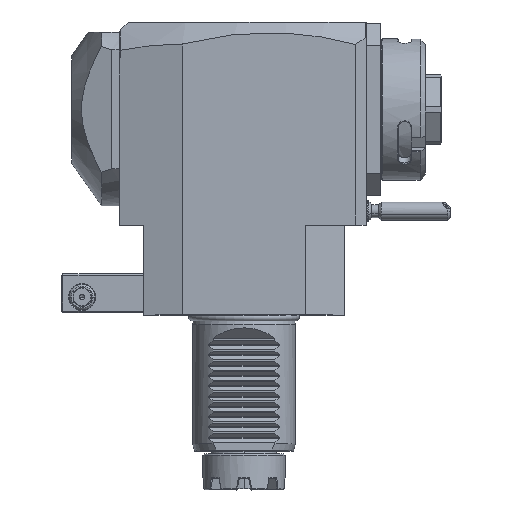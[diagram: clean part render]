
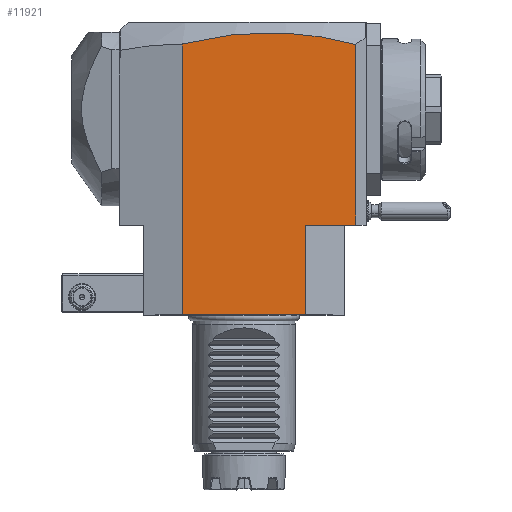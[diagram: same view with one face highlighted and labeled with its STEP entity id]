
A CAD part, top view. The second image highlights one B-rep face of the part: STEP entity #11921.
In plain terms, the highlighted planar face has unit normal (0, 0, 1).
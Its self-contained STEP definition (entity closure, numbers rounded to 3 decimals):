
#2113=DIRECTION('',(0.,-1.,0.));
#2114=VECTOR('',#2113,70.258);
#2115=CARTESIAN_POINT('',(43.5,105.258,37.5));
#2116=LINE('',#2115,#2114);
#2117=DIRECTION('',(-1.,0.,0.));
#2118=VECTOR('',#2117,19.5);
#2119=CARTESIAN_POINT('',(43.5,35.,37.5));
#2120=LINE('',#2119,#2118);
#2121=CARTESIAN_POINT('',(-24.,105.435,37.5));
#2122=CARTESIAN_POINT('',(-18.371,106.939,37.5));
#2123=CARTESIAN_POINT('',(-7.115,109.162,37.5));
#2124=CARTESIAN_POINT('',(9.762,110.233,37.5));
#2125=CARTESIAN_POINT('',(26.635,109.072,37.5));
#2126=CARTESIAN_POINT('',(37.879,106.791,37.5));
#2127=CARTESIAN_POINT('',(43.5,105.258,37.5));
#2191=DIRECTION('',(0.,-1.,0.));
#2192=VECTOR('',#2191,105.435);
#2193=CARTESIAN_POINT('',(-24.,105.435,37.5));
#2194=LINE('',#2193,#2192);
#2211=DIRECTION('',(-1.,0.,0.));
#2212=VECTOR('',#2211,48.);
#2213=CARTESIAN_POINT('',(24.,0.,37.5));
#2214=LINE('',#2213,#2212);
#4575=DIRECTION('',(0.,1.,0.));
#4576=VECTOR('',#4575,35.);
#4577=CARTESIAN_POINT('',(24.,0.,37.5));
#4578=LINE('',#4577,#4576);
#9381=VERTEX_POINT('',#2121);
#9382=VERTEX_POINT('',#2127);
#9700=CARTESIAN_POINT('',(43.5,35.,37.5));
#9701=VERTEX_POINT('',#9700);
#9742=CARTESIAN_POINT('',(24.,0.,37.5));
#9743=VERTEX_POINT('',#9742);
#9744=CARTESIAN_POINT('',(-24.,0.,37.5));
#9745=VERTEX_POINT('',#9744);
#9972=CARTESIAN_POINT('',(24.,35.,37.5));
#9973=VERTEX_POINT('',#9972);
#11903=CARTESIAN_POINT('',(-39.202,35.,37.5));
#11904=DIRECTION('',(0.,0.,1.));
#11905=DIRECTION('',(1.,0.,0.));
#11906=AXIS2_PLACEMENT_3D('',#11903,#11904,#11905);
#11907=PLANE('',#11906);
#11909=ORIENTED_EDGE('',*,*,#11908,.T.);
#11910=ORIENTED_EDGE('',*,*,#11887,.T.);
#11912=ORIENTED_EDGE('',*,*,#11911,.F.);
#11914=ORIENTED_EDGE('',*,*,#11913,.T.);
#11916=ORIENTED_EDGE('',*,*,#11915,.F.);
#11918=ORIENTED_EDGE('',*,*,#11917,.T.);
#11919=EDGE_LOOP('',(#11909,#11910,#11912,#11914,#11916,#11918));
#11920=FACE_OUTER_BOUND('',#11919,.F.);
#2128=B_SPLINE_CURVE_WITH_KNOTS('',3,(#2121,#2122,#2123,#2124,#2125,#2126,
#2127),.UNSPECIFIED.,.F.,.F.,(4,1,1,1,4),(0.,0.25,0.5,0.75,1.),
.UNSPECIFIED.);
#11887=EDGE_CURVE('',#9701,#9973,#2120,.T.);
#11908=EDGE_CURVE('',#9382,#9701,#2116,.T.);
#11911=EDGE_CURVE('',#9743,#9973,#4578,.T.);
#11913=EDGE_CURVE('',#9743,#9745,#2214,.T.);
#11915=EDGE_CURVE('',#9381,#9745,#2194,.T.);
#11917=EDGE_CURVE('',#9381,#9382,#2128,.T.);
#11921=ADVANCED_FACE('',(#11920),#11907,.T.);
